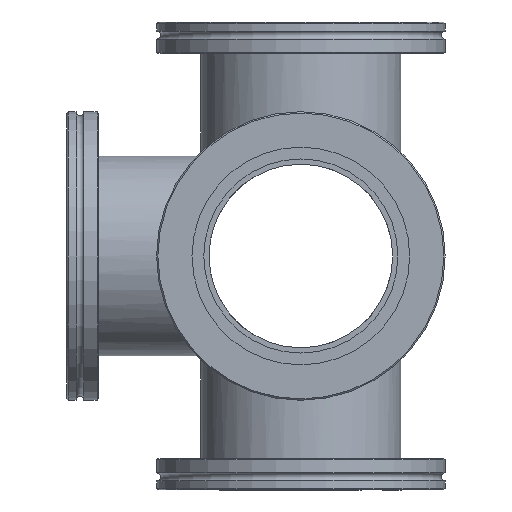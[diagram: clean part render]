
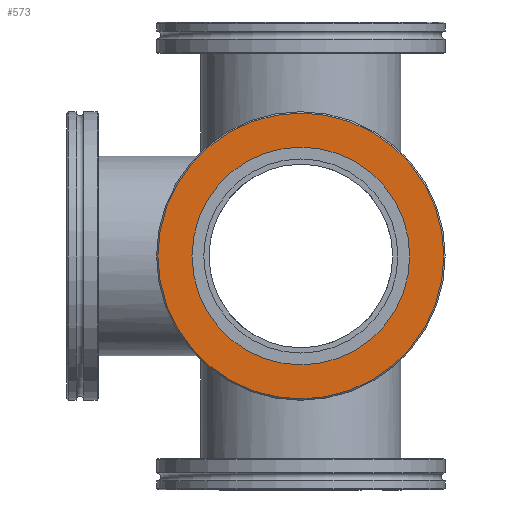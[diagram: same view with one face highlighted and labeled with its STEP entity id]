
A CAD part, front view. The second image highlights one B-rep face of the part: STEP entity #573.
In plain terms, the highlighted planar face has unit normal (0, -1, 0).
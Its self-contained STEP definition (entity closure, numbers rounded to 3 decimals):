
#71=FACE_BOUND('',#178,.T.);
#89=CIRCLE('',#707,54.5);
#90=CIRCLE('',#709,41.5);
#91=CIRCLE('',#710,41.5);
#143=FACE_OUTER_BOUND('',#177,.T.);
#177=EDGE_LOOP('',(#468));
#178=EDGE_LOOP('',(#469,#470));
#285=VERTEX_POINT('',#1071);
#286=VERTEX_POINT('',#1075);
#287=VERTEX_POINT('',#1076);
#353=EDGE_CURVE('',#285,#285,#89,.T.);
#354=EDGE_CURVE('',#286,#287,#90,.T.);
#355=EDGE_CURVE('',#287,#286,#91,.T.);
#468=ORIENTED_EDGE('',*,*,#353,.F.);
#469=ORIENTED_EDGE('',*,*,#354,.T.);
#470=ORIENTED_EDGE('',*,*,#355,.T.);
#551=PLANE('',#708);
#573=ADVANCED_FACE('',(#143,#71),#551,.T.);
#707=AXIS2_PLACEMENT_3D('',#1073,#871,#872);
#708=AXIS2_PLACEMENT_3D('',#1074,#873,#874);
#709=AXIS2_PLACEMENT_3D('',#1077,#875,#876);
#710=AXIS2_PLACEMENT_3D('',#1078,#877,#878);
#871=DIRECTION('center_axis',(0.,1.,0.));
#872=DIRECTION('ref_axis',(1.,0.,0.));
#873=DIRECTION('center_axis',(0.,-1.,0.));
#874=DIRECTION('ref_axis',(0.,0.,-1.));
#875=DIRECTION('center_axis',(0.,1.,0.));
#876=DIRECTION('ref_axis',(1.,0.,0.));
#877=DIRECTION('center_axis',(0.,1.,0.));
#878=DIRECTION('ref_axis',(1.,0.,0.));
#1071=CARTESIAN_POINT('',(-54.5,0.,0.));
#1073=CARTESIAN_POINT('Origin',(0.,0.,0.));
#1074=CARTESIAN_POINT('Origin',(-55.,0.,0.));
#1075=CARTESIAN_POINT('',(-41.5,0.,0.));
#1076=CARTESIAN_POINT('',(41.5,0.,0.));
#1077=CARTESIAN_POINT('Origin',(0.,0.,0.));
#1078=CARTESIAN_POINT('Origin',(0.,0.,0.));
